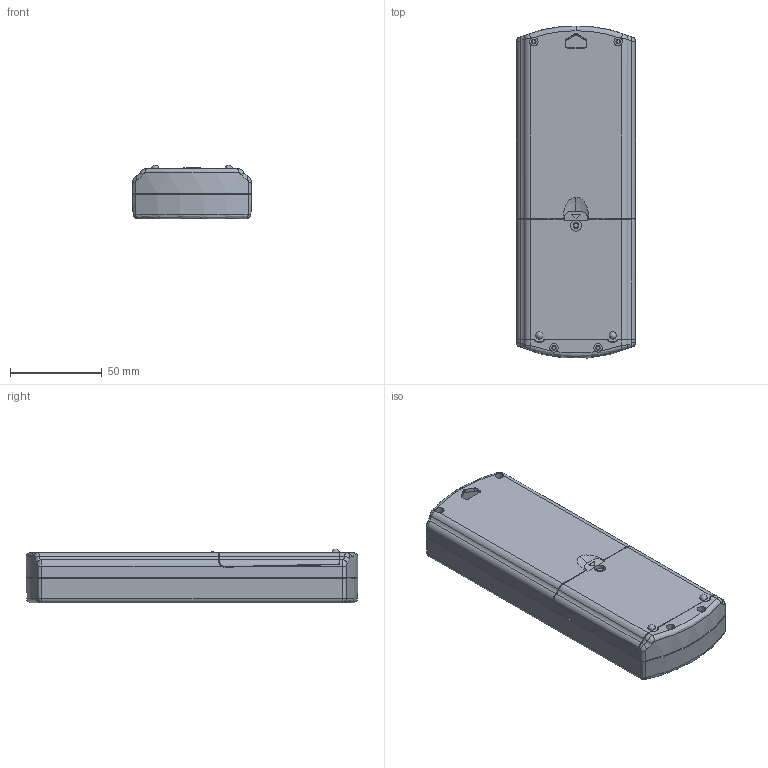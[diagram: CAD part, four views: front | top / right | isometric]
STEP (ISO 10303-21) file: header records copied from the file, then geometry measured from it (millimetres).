
FILE_DESCRIPTION (( 'STEP AP214' ), '1' );
FILE_NAME ('G1390G;G1390B.STEP', '2020-02-03T02:28:56', ( '' ), ( '' ), 'SwSTEP 2.0', 'SolidWorks 2014', '' );
FILE_SCHEMA (( 'AUTOMOTIVE_DESIGN' ));
Length unit declared in the file: millimetre
Products named in the file (4): G1390-BATTERY COVER; G1390-COVER; G1390-BASE; G1390G;G1390B
Assembly tree (3 placements, depth 2):
  G1390G;G1390B
    G1390-BASE
    G1390-COVER
    G1390-BATTERY COVER
Bounding box: 65 x 180.98 x 29.39 mm (x, y, z)
Volume: 73632.6 mm3; surface area: 88590 mm2
Topology: 3 solids, 3 shells, 940 faces, 2636 edges, 1702 vertices
Faces by surface type: plane 516, cylinder 327, bspline 72, cone 25
Entity records: 38713 total; most frequent: CARTESIAN_POINT 14999, ORIENTED_EDGE 5260, DIRECTION 4550, EDGE_CURVE 2630, VERTEX_POINT 1702, AXIS2_PLACEMENT_3D 1528, LINE 1494, VECTOR 1494
